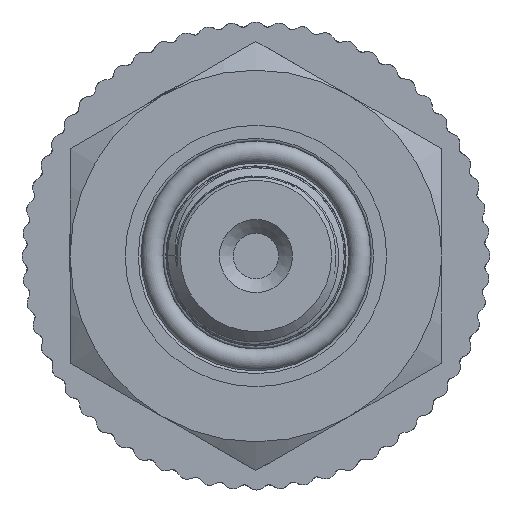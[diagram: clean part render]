
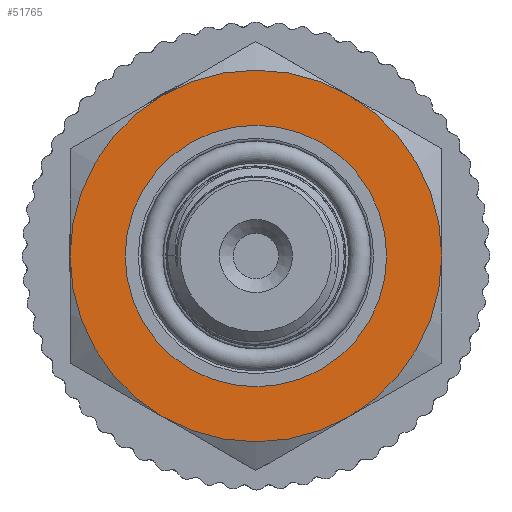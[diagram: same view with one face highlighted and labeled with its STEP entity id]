
A CAD part, left-side view. The second image highlights one B-rep face of the part: STEP entity #51765.
In plain terms, the highlighted face is planar.
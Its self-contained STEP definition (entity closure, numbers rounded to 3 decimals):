
#1071=FACE_BOUND('',#8404,.T.);
#2971=PLANE('',#55841);
#5671=FACE_OUTER_BOUND('',#8403,.T.);
#8403=EDGE_LOOP('',(#48305));
#8404=EDGE_LOOP('',(#48306));
#9227=CIRCLE('',#55802,13.5);
#9251=CIRCLE('',#55842,9.5);
#24755=VERTEX_POINT('',#115030);
#24774=VERTEX_POINT('',#115096);
#32588=EDGE_CURVE('',#24755,#24755,#9227,.T.);
#32619=EDGE_CURVE('',#24774,#24774,#9251,.T.);
#48305=ORIENTED_EDGE('',*,*,#32588,.T.);
#48306=ORIENTED_EDGE('',*,*,#32619,.F.);
#51765=ADVANCED_FACE('',(#5671,#1071),#2971,.T.);
#55802=AXIS2_PLACEMENT_3D('',#115031,#68025,#68026);
#55841=AXIS2_PLACEMENT_3D('',#115095,#68110,#68111);
#55842=AXIS2_PLACEMENT_3D('',#115097,#68112,#68113);
#68025=DIRECTION('center_axis',(1.,0.,0.));
#68026=DIRECTION('ref_axis',(0.,0.,-1.));
#68110=DIRECTION('center_axis',(1.,0.,0.));
#68111=DIRECTION('ref_axis',(0.,0.,-1.));
#68112=DIRECTION('center_axis',(1.,0.,0.));
#68113=DIRECTION('ref_axis',(0.,0.,-1.));
#115030=CARTESIAN_POINT('',(-14.,-13.5,0.));
#115031=CARTESIAN_POINT('Origin',(-14.,0.,0.));
#115095=CARTESIAN_POINT('Origin',(-14.,9.5,0.));
#115096=CARTESIAN_POINT('',(-14.,-9.5,0.));
#115097=CARTESIAN_POINT('Origin',(-14.,0.,0.));
